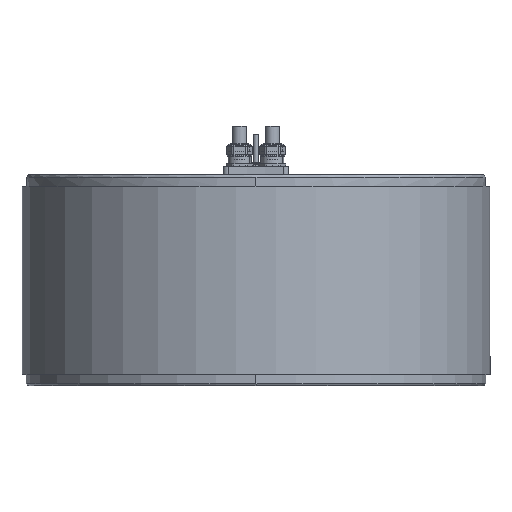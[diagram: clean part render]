
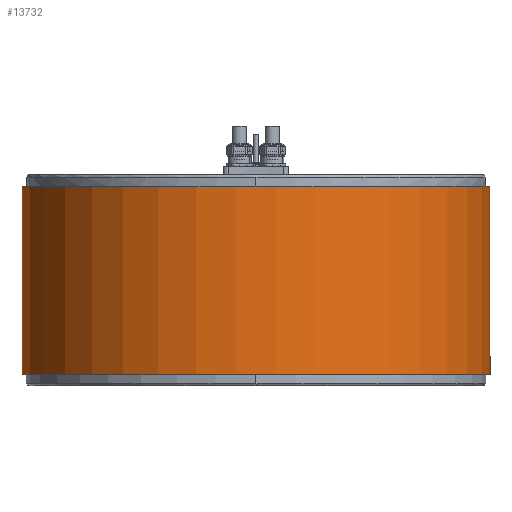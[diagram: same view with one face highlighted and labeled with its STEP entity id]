
A CAD part, front view. The second image highlights one B-rep face of the part: STEP entity #13732.
In plain terms, the highlighted cylindrical face has radius 288.5 mm (diameter 577 mm), a partial arc.
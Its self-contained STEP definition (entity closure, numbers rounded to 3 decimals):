
#2653=CARTESIAN_POINT('',(0.,0.,-14.6));
#2654=DIRECTION('',(0.,0.,1.));
#2655=DIRECTION('',(-0.12,0.993,0.));
#2656=AXIS2_PLACEMENT_3D('',#2653,#2654,#2655);
#2658=DIRECTION('',(0.,0.,1.));
#2659=VECTOR('',#2658,230.8);
#2660=CARTESIAN_POINT('',(34.5,286.43,-245.4));
#2661=LINE('',#2660,#2659);
#2662=CARTESIAN_POINT('',(0.,0.,-245.4));
#2663=DIRECTION('',(0.,0.,-1.));
#2664=DIRECTION('',(0.12,0.993,0.));
#2665=AXIS2_PLACEMENT_3D('',#2662,#2663,#2664);
#2667=DIRECTION('',(0.,0.,1.));
#2668=VECTOR('',#2667,230.8);
#2669=CARTESIAN_POINT('',(-34.5,286.43,-245.4));
#2670=LINE('',#2669,#2668);
#8141=CARTESIAN_POINT('',(-34.5,286.43,-245.4));
#8142=CARTESIAN_POINT('',(34.5,286.43,-245.4));
#8143=VERTEX_POINT('',#8141);
#8144=VERTEX_POINT('',#8142);
#8145=CARTESIAN_POINT('',(-34.5,286.43,-14.6));
#8146=CARTESIAN_POINT('',(34.5,286.43,-14.6));
#8147=VERTEX_POINT('',#8145);
#8148=VERTEX_POINT('',#8146);
#13720=CARTESIAN_POINT('',(0.,0.,-3.06));
#13721=DIRECTION('',(0.,0.,-1.));
#13722=DIRECTION('',(1.,0.,0.));
#13723=AXIS2_PLACEMENT_3D('',#13720,#13721,#13722);
#13724=CYLINDRICAL_SURFACE('',#13723,288.5);
#13726=ORIENTED_EDGE('',*,*,#13725,.T.);
#13727=ORIENTED_EDGE('',*,*,#13685,.F.);
#13728=ORIENTED_EDGE('',*,*,#13709,.T.);
#13729=ORIENTED_EDGE('',*,*,#13689,.T.);
#13730=EDGE_LOOP('',(#13726,#13727,#13728,#13729));
#13731=FACE_OUTER_BOUND('',#13730,.F.);
#13732=ADVANCED_FACE('',(#13731),#13724,.T.);
#2657=CIRCLE('',#2656,288.5);
#2666=CIRCLE('',#2665,288.5);
#13685=EDGE_CURVE('',#8144,#8148,#2661,.T.);
#13689=EDGE_CURVE('',#8143,#8147,#2670,.T.);
#13709=EDGE_CURVE('',#8144,#8143,#2666,.T.);
#13725=EDGE_CURVE('',#8147,#8148,#2657,.T.);
